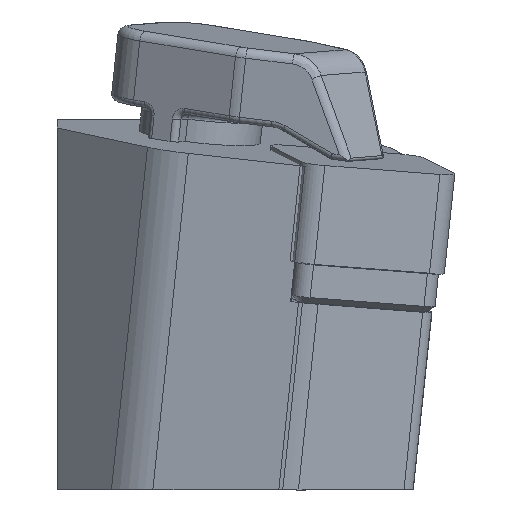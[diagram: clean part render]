
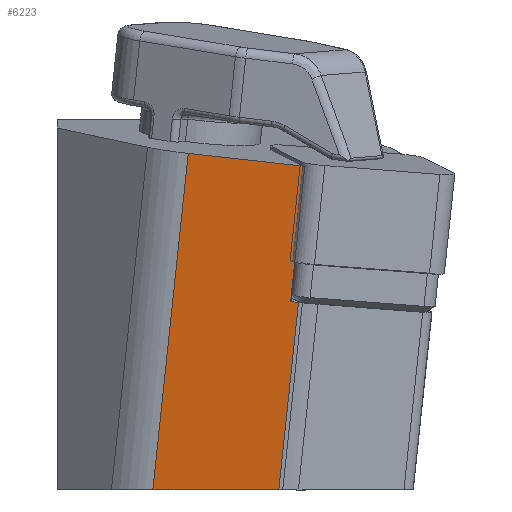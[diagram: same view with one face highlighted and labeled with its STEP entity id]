
A CAD part, left-side view. The second image highlights one B-rep face of the part: STEP entity #6223.
In plain terms, the highlighted planar face has unit normal (-0.993, 0.062, -0.098).
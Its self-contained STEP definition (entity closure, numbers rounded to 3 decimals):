
#116 = ORIENTED_EDGE ( 'NONE', *, *, #5280, .F. ) ;
#125 = EDGE_CURVE ( 'NONE', #1754, #2300, #3468, .T. ) ;
#423 = CARTESIAN_POINT ( 'NONE',  ( -110.086, 9.305, -15.5 ) ) ;
#579 = DIRECTION ( 'NONE',  ( -0.063, -0.998, 0. ) ) ;
#582 = CARTESIAN_POINT ( 'NONE',  ( -112.917, 6.49, 11.289 ) ) ;
#627 = VERTEX_POINT ( 'NONE', #3288 ) ;
#664 = LINE ( 'NONE', #2173, #1535 ) ;
#992 = VECTOR ( 'NONE', #2513, 1000. ) ;
#1059 = AXIS2_PLACEMENT_3D ( 'NONE', #4802, #6666, #5418 ) ;
#1263 = LINE ( 'NONE', #7889, #1760 ) ;
#1535 = VECTOR ( 'NONE', #4100, 1000. ) ;
#1667 = CARTESIAN_POINT ( 'NONE',  ( -112.292, -2.289, -0.568 ) ) ;
#1754 = VERTEX_POINT ( 'NONE', #2294 ) ;
#1760 = VECTOR ( 'NONE', #5481, 1000. ) ;
#1846 = CARTESIAN_POINT ( 'NONE',  ( -110.714, -0.72, -15.5 ) ) ;
#1858 = EDGE_CURVE ( 'NONE', #3254, #627, #1263, .T. ) ;
#2173 = CARTESIAN_POINT ( 'NONE',  ( -137.455, -27.314, 237.527 ) ) ;
#2283 = ORIENTED_EDGE ( 'NONE', *, *, #4236, .T. ) ;
#2294 = CARTESIAN_POINT ( 'NONE',  ( -113.397, -2.789, 10.263 ) ) ;
#2300 = VERTEX_POINT ( 'NONE', #582 ) ;
#2513 = DIRECTION ( 'NONE',  ( -0.105, -0.104, 0.989 ) ) ;
#2793 = EDGE_CURVE ( 'NONE', #5359, #7635, #7225, .T. ) ;
#2967 = VECTOR ( 'NONE', #3761, 1000. ) ;
#3006 = CARTESIAN_POINT ( 'NONE',  ( -109.628, 16.62, -15.5 ) ) ;
#3254 = VERTEX_POINT ( 'NONE', #1667 ) ;
#3288 = CARTESIAN_POINT ( 'NONE',  ( -112.259, -1.658, -0.498 ) ) ;
#3337 = EDGE_CURVE ( 'NONE', #627, #1754, #5813, .T. ) ;
#3468 = LINE ( 'NONE', #5689, #4058 ) ;
#3761 = DIRECTION ( 'NONE',  ( 0.105, 0.104, -0.989 ) ) ;
#3836 = CARTESIAN_POINT ( 'NONE',  ( -136.942, -17.404, 238.623 ) ) ;
#4058 = VECTOR ( 'NONE', #4448, 1000. ) ;
#4100 = DIRECTION ( 'NONE',  ( 0.105, 0.104, -0.989 ) ) ;
#4159 = LINE ( 'NONE', #3836, #2967 ) ;
#4190 = VECTOR ( 'NONE', #579, 1000. ) ;
#4236 = EDGE_CURVE ( 'NONE', #2300, #5359, #4159, .T. ) ;
#4448 = DIRECTION ( 'NONE',  ( 0.051, 0.993, 0.11 ) ) ;
#4802 = CARTESIAN_POINT ( 'NONE',  ( -137.455, -27.314, 237.527 ) ) ;
#5052 = EDGE_LOOP ( 'NONE', ( #6787, #5192, #6106, #2283, #5695, #116 ) ) ;
#5192 = ORIENTED_EDGE ( 'NONE', *, *, #3337, .T. ) ;
#5280 = EDGE_CURVE ( 'NONE', #3254, #7635, #664, .T. ) ;
#5359 = VERTEX_POINT ( 'NONE', #423 ) ;
#5418 = DIRECTION ( 'NONE',  ( 0.099, 0., -0.995 ) ) ;
#5481 = DIRECTION ( 'NONE',  ( 0.051, 0.993, 0.11 ) ) ;
#5689 = CARTESIAN_POINT ( 'NONE',  ( -112.4, 16.496, 12.395 ) ) ;
#5695 = ORIENTED_EDGE ( 'NONE', *, *, #2793, .T. ) ;
#5781 = CARTESIAN_POINT ( 'NONE',  ( -114.079, -3.467, 16.719 ) ) ;
#5813 = LINE ( 'NONE', #5781, #992 ) ;
#6106 = ORIENTED_EDGE ( 'NONE', *, *, #125, .T. ) ;
#6223 = ADVANCED_FACE ( 'NONE', ( #6542 ), #6694, .F. ) ;
#6542 = FACE_OUTER_BOUND ( 'NONE', #5052, .T. ) ;
#6666 = DIRECTION ( 'NONE',  ( 0.993, -0.062, 0.098 ) ) ;
#6694 = PLANE ( 'NONE',  #1059 ) ;
#6787 = ORIENTED_EDGE ( 'NONE', *, *, #1858, .T. ) ;
#7225 = LINE ( 'NONE', #3006, #4190 ) ;
#7635 = VERTEX_POINT ( 'NONE', #1846 ) ;
#7889 = CARTESIAN_POINT ( 'NONE',  ( -112.292, -2.289, -0.568 ) ) ;
